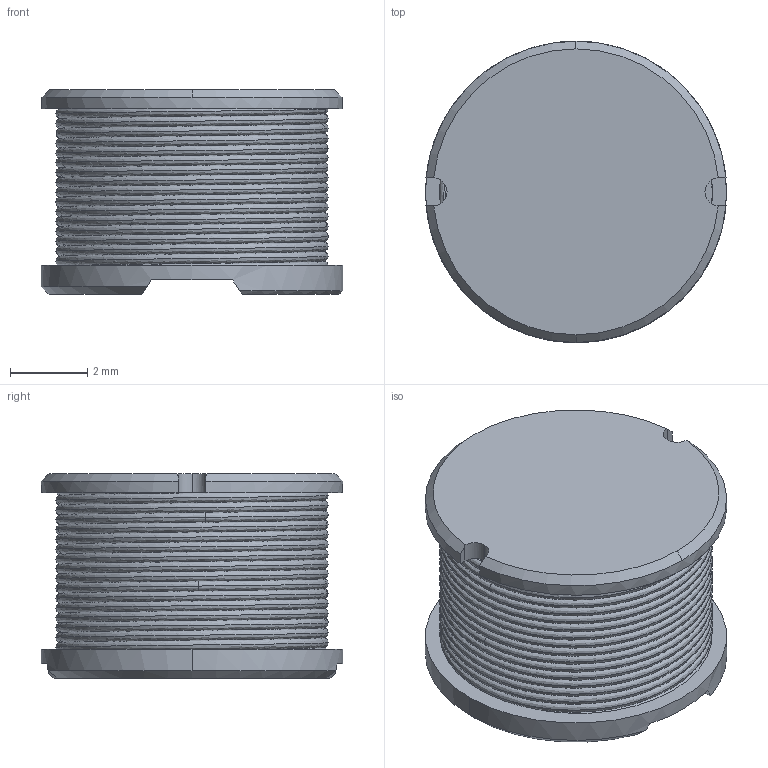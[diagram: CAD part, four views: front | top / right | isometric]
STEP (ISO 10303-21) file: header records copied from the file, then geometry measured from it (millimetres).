
FILE_DESCRIPTION((''),'2;1');
FILE_NAME('10118193-0001LFCA_ASM','2019-02-26T15:40:42',('rcesau'),('EXCEL INDUSTRIES'),'CREO PARAMETRIC BY PTC INC, 2018260','CREO PARAMETRIC BY PTC INC, 2018260','');
FILE_SCHEMA(('CONFIG_CONTROL_DESIGN'));
Length unit declared in the file: inch
Products named in the file (2): SDR0805-220ML; 10118193-0001LFCA_ASM
Assembly tree (1 placements, depth 2):
  10118193-0001LFCA_ASM
    SDR0805-220ML
Bounding box: 7.8 x 7.8 x 5.3 mm (x, y, z)
Volume: 69 mm3; surface area: 481.4 mm2
Topology: 1 solids, 1 shells, 41 faces, 100 edges, 62 vertices
Faces by surface type: plane 17, bspline 10, cylinder 8, cone 6
Entity records: 9080 total; most frequent: CARTESIAN_POINT 8137, ORIENTED_EDGE 200, DIRECTION 158, EDGE_CURVE 100, AXIS2_PLACEMENT_3D 68, VERTEX_POINT 62, B_SPLINE_CURVE_WITH_KNOTS 44, EDGE_LOOP 42
